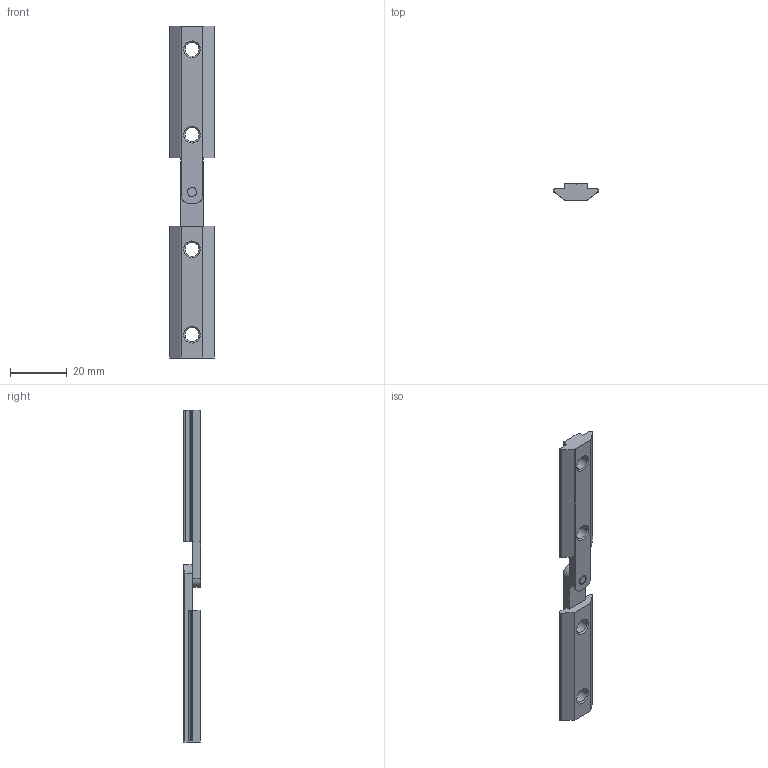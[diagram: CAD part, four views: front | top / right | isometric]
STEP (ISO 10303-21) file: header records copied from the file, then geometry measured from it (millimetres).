
FILE_DESCRIPTION (( 'STEP AP214' ), '1' );
FILE_NAME ('A476 Ïîâîðîòíûé âíóòðåííèé óãëîâîé ñîåäèíèòåëü 8-B, ïàç 8.STEP', '2021-08-18T12:25:16', ( 'Ïîëüçîâàòåëü Windows' ), ( '' ), 'SwSTEP 2.0', 'SolidWorks 2021', '' );
FILE_SCHEMA (( 'AUTOMOTIVE_DESIGN' ));
Length unit declared in the file: millimetre
Products named in the file (4): A476 ﾎ魵瑙韃 1_00; A476 ﾎ魵瑙韃 2_00; A476 务黖00; A476 Ïîâîðîòíûé âíóòðåííèé óãëîâîé ñîåäèíèòåëü 8-B, ïàç 8
Assembly tree (3 placements, depth 2):
  A476 Ïîâîðîòíûé âíóòðåííèé óãëîâîé ñîåäèíèòåëü 8-B, ïàç 8
    A476 ﾎ魵瑙韃 2_00
    A476 务黖00
    A476 ﾎ魵瑙韃 1_00
Bounding box: 15.75 x 6.2 x 117 mm (x, y, z)
Volume: 6382.4 mm3; surface area: 4783.5 mm2
Topology: 3 solids, 3 shells, 132 faces, 367 edges, 238 vertices
Faces by surface type: plane 54, cylinder 38, cone 24, bspline 16
Entity records: 5093 total; most frequent: CARTESIAN_POINT 1559, ORIENTED_EDGE 734, DIRECTION 643, EDGE_CURVE 367, VERTEX_POINT 238, AXIS2_PLACEMENT_3D 234, VECTOR 175, LINE 175
